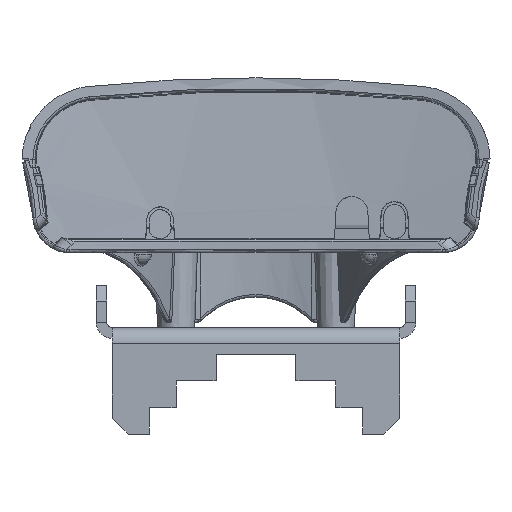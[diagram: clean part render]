
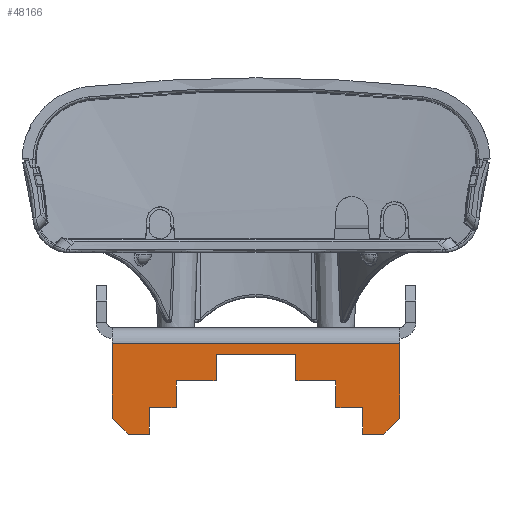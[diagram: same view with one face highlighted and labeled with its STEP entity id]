
A CAD part, front view. The second image highlights one B-rep face of the part: STEP entity #48166.
In plain terms, the highlighted planar face has unit normal (0, -1, 0).
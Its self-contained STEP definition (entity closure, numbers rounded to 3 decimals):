
#502 = EDGE_CURVE ( 'NONE', #9593, #58102, #103055, .T. ) ;
#1234 = VERTEX_POINT ( 'NONE', #126819 ) ;
#2605 = ORIENTED_EDGE ( 'NONE', *, *, #103147, .T. ) ;
#2694 = VERTEX_POINT ( 'NONE', #24614 ) ;
#3823 = DIRECTION ( 'NONE',  ( 0., 0., -1. ) ) ;
#3973 = ORIENTED_EDGE ( 'NONE', *, *, #14296, .T. ) ;
#4204 = ORIENTED_EDGE ( 'NONE', *, *, #82576, .T. ) ;
#4300 = VECTOR ( 'NONE', #82427, 1000. ) ;
#4414 = LINE ( 'NONE', #103936, #119126 ) ;
#4852 = EDGE_CURVE ( 'NONE', #23714, #114616, #33739, .T. ) ;
#7103 = CARTESIAN_POINT ( 'NONE',  ( -15., -83., 27. ) ) ;
#7199 = VECTOR ( 'NONE', #104569, 1000. ) ;
#9593 = VERTEX_POINT ( 'NONE', #87677 ) ;
#10337 = VERTEX_POINT ( 'NONE', #62577 ) ;
#10891 = VERTEX_POINT ( 'NONE', #104017 ) ;
#11781 = CARTESIAN_POINT ( 'NONE',  ( -18., -83., 0. ) ) ;
#12593 = EDGE_CURVE ( 'NONE', #1234, #85022, #72156, .T. ) ;
#13550 = LINE ( 'NONE', #77443, #100354 ) ;
#14296 = EDGE_CURVE ( 'NONE', #10337, #2694, #16049, .T. ) ;
#14814 = EDGE_CURVE ( 'NONE', #9593, #70331, #108919, .T. ) ;
#16049 = LINE ( 'NONE', #67865, #23702 ) ;
#20502 = VECTOR ( 'NONE', #72810, 1000. ) ;
#20510 = ORIENTED_EDGE ( 'NONE', *, *, #4852, .T. ) ;
#21478 = CARTESIAN_POINT ( 'NONE',  ( 0., -83., -7.5 ) ) ;
#21820 = DIRECTION ( 'NONE',  ( 0.707, 0., -0.707 ) ) ;
#22779 = ORIENTED_EDGE ( 'NONE', *, *, #119626, .T. ) ;
#22866 = DIRECTION ( 'NONE',  ( -1., 0., 0. ) ) ;
#22958 = ORIENTED_EDGE ( 'NONE', *, *, #14814, .F. ) ;
#23555 = ORIENTED_EDGE ( 'NONE', *, *, #108948, .T. ) ;
#23702 = VECTOR ( 'NONE', #36287, 1000. ) ;
#23714 = VERTEX_POINT ( 'NONE', #118109 ) ;
#24614 = CARTESIAN_POINT ( 'NONE',  ( -3., -83., 7.5 ) ) ;
#24855 = ORIENTED_EDGE ( 'NONE', *, *, #41598, .T. ) ;
#25728 = CARTESIAN_POINT ( 'NONE',  ( 0., -83., 20. ) ) ;
#25988 = VECTOR ( 'NONE', #29610, 1000. ) ;
#28057 = EDGE_CURVE ( 'NONE', #71980, #10891, #110028, .T. ) ;
#29387 = VECTOR ( 'NONE', #47299, 1000. ) ;
#29610 = DIRECTION ( 'NONE',  ( -0.707, 0., -0.707 ) ) ;
#32973 = ORIENTED_EDGE ( 'NONE', *, *, #52331, .T. ) ;
#33206 = LINE ( 'NONE', #25728, #121581 ) ;
#33343 = DIRECTION ( 'NONE',  ( 1., 0., 0. ) ) ;
#33739 = LINE ( 'NONE', #52894, #4300 ) ;
#34490 = CARTESIAN_POINT ( 'NONE',  ( 0., -83., -15. ) ) ;
#34957 = VERTEX_POINT ( 'NONE', #90619 ) ;
#35230 = CARTESIAN_POINT ( 'NONE',  ( -3., -83., 0. ) ) ;
#36287 = DIRECTION ( 'NONE',  ( 1., 0., 0. ) ) ;
#36609 = DIRECTION ( 'NONE',  ( -1., 0., 0. ) ) ;
#39367 = LINE ( 'NONE', #102678, #59496 ) ;
#40867 = CARTESIAN_POINT ( 'NONE',  ( -15., -83., -27. ) ) ;
#41502 = LINE ( 'NONE', #98116, #25988 ) ;
#41511 = DIRECTION ( 'NONE',  ( -1., 0., 0. ) ) ;
#41598 = EDGE_CURVE ( 'NONE', #48944, #98937, #4414, .T. ) ;
#41971 = FACE_OUTER_BOUND ( 'NONE', #119456, .T. ) ;
#42810 = LINE ( 'NONE', #82680, #73951 ) ;
#42886 = CARTESIAN_POINT ( 'NONE',  ( -8., -83., 15. ) ) ;
#43235 = CARTESIAN_POINT ( 'NONE',  ( -13., -83., 20. ) ) ;
#44289 = DIRECTION ( 'NONE',  ( -1., 0., 0. ) ) ;
#46619 = DIRECTION ( 'NONE',  ( 1., 0., 0. ) ) ;
#46688 = VECTOR ( 'NONE', #22866, 1000. ) ;
#47299 = DIRECTION ( 'NONE',  ( 0., 0., -1. ) ) ;
#48166 = ADVANCED_FACE ( 'NONE', ( #41971 ), #54692, .F. ) ;
#48944 = VERTEX_POINT ( 'NONE', #43235 ) ;
#50652 = ORIENTED_EDGE ( 'NONE', *, *, #502, .T. ) ;
#52331 = EDGE_CURVE ( 'NONE', #34957, #94719, #85394, .T. ) ;
#52894 = CARTESIAN_POINT ( 'NONE',  ( -18., -83., 0. ) ) ;
#52929 = ORIENTED_EDGE ( 'NONE', *, *, #12593, .T. ) ;
#53581 = CARTESIAN_POINT ( 'NONE',  ( -13., -83., 15. ) ) ;
#54692 = PLANE ( 'NONE',  #79477 ) ;
#54819 = ORIENTED_EDGE ( 'NONE', *, *, #125115, .T. ) ;
#58102 = VERTEX_POINT ( 'NONE', #7103 ) ;
#59496 = VECTOR ( 'NONE', #33343, 1000. ) ;
#60633 = LINE ( 'NONE', #61459, #46688 ) ;
#61364 = LINE ( 'NONE', #35230, #7199 ) ;
#61459 = CARTESIAN_POINT ( 'NONE',  ( 0., -83., -20. ) ) ;
#61974 = CARTESIAN_POINT ( 'NONE',  ( -1., -83., -27. ) ) ;
#62064 = VECTOR ( 'NONE', #36609, 1000. ) ;
#62543 = VERTEX_POINT ( 'NONE', #42886 ) ;
#62577 = CARTESIAN_POINT ( 'NONE',  ( -8., -83., 7.5 ) ) ;
#63175 = DIRECTION ( 'NONE',  ( 0., 0., -1. ) ) ;
#66401 = VERTEX_POINT ( 'NONE', #66688 ) ;
#66592 = VECTOR ( 'NONE', #21820, 1000. ) ;
#66688 = CARTESIAN_POINT ( 'NONE',  ( -13., -83., -20. ) ) ;
#67865 = CARTESIAN_POINT ( 'NONE',  ( 0., -83., 7.5 ) ) ;
#69572 = CARTESIAN_POINT ( 'NONE',  ( -8., -83., 0. ) ) ;
#70331 = VERTEX_POINT ( 'NONE', #127997 ) ;
#71980 = VERTEX_POINT ( 'NONE', #87115 ) ;
#72156 = LINE ( 'NONE', #11781, #118649 ) ;
#72810 = DIRECTION ( 'NONE',  ( 0., 0., -1. ) ) ;
#73050 = EDGE_CURVE ( 'NONE', #94719, #66401, #42810, .T. ) ;
#73951 = VECTOR ( 'NONE', #3823, 1000. ) ;
#74474 = VERTEX_POINT ( 'NONE', #111466 ) ;
#74632 = ORIENTED_EDGE ( 'NONE', *, *, #94594, .T. ) ;
#75536 = CARTESIAN_POINT ( 'NONE',  ( -8., -83., 0. ) ) ;
#77443 = CARTESIAN_POINT ( 'NONE',  ( 0., -83., -27. ) ) ;
#78021 = CARTESIAN_POINT ( 'NONE',  ( -18., -83., 20. ) ) ;
#79477 = AXIS2_PLACEMENT_3D ( 'NONE', #93739, #103708, #44289 ) ;
#80367 = ORIENTED_EDGE ( 'NONE', *, *, #92596, .T. ) ;
#81625 = CARTESIAN_POINT ( 'NONE',  ( -18., -83., -24. ) ) ;
#82427 = DIRECTION ( 'NONE',  ( 0., 0., -1. ) ) ;
#82576 = EDGE_CURVE ( 'NONE', #10891, #34957, #105375, .T. ) ;
#82680 = CARTESIAN_POINT ( 'NONE',  ( -13., -83., 0. ) ) ;
#84234 = ORIENTED_EDGE ( 'NONE', *, *, #108729, .T. ) ;
#84506 = CARTESIAN_POINT ( 'NONE',  ( 0., -83., 27. ) ) ;
#85022 = VERTEX_POINT ( 'NONE', #78021 ) ;
#85394 = LINE ( 'NONE', #34490, #62064 ) ;
#87115 = CARTESIAN_POINT ( 'NONE',  ( -3., -83., -7.5 ) ) ;
#87677 = CARTESIAN_POINT ( 'NONE',  ( -1., -83., 27. ) ) ;
#89939 = DIRECTION ( 'NONE',  ( 0., 0., -1. ) ) ;
#90053 = EDGE_CURVE ( 'NONE', #85022, #48944, #33206, .T. ) ;
#90619 = CARTESIAN_POINT ( 'NONE',  ( -8., -83., -15. ) ) ;
#91808 = CARTESIAN_POINT ( 'NONE',  ( -13., -83., -15. ) ) ;
#92596 = EDGE_CURVE ( 'NONE', #98937, #62543, #39367, .T. ) ;
#93739 = CARTESIAN_POINT ( 'NONE',  ( 0., -83., 0. ) ) ;
#94594 = EDGE_CURVE ( 'NONE', #66401, #23714, #60633, .T. ) ;
#94719 = VERTEX_POINT ( 'NONE', #91808 ) ;
#97576 = LINE ( 'NONE', #40867, #66592 ) ;
#98116 = CARTESIAN_POINT ( 'NONE',  ( -18., -83., 24. ) ) ;
#98937 = VERTEX_POINT ( 'NONE', #53581 ) ;
#100354 = VECTOR ( 'NONE', #46619, 1000. ) ;
#101872 = DIRECTION ( 'NONE',  ( 0., 0., -1. ) ) ;
#102678 = CARTESIAN_POINT ( 'NONE',  ( 0., -83., 15. ) ) ;
#103055 = LINE ( 'NONE', #84506, #124790 ) ;
#103147 = EDGE_CURVE ( 'NONE', #2694, #71980, #61364, .T. ) ;
#103708 = DIRECTION ( 'NONE',  ( 0., 1., 0. ) ) ;
#103936 = CARTESIAN_POINT ( 'NONE',  ( -13., -83., 0. ) ) ;
#104017 = CARTESIAN_POINT ( 'NONE',  ( -8., -83., -7.5 ) ) ;
#104569 = DIRECTION ( 'NONE',  ( 0., 0., -1. ) ) ;
#105375 = LINE ( 'NONE', #75536, #29387 ) ;
#106423 = LINE ( 'NONE', #69572, #118858 ) ;
#106905 = VECTOR ( 'NONE', #122828, 1000. ) ;
#107160 = DIRECTION ( 'NONE',  ( 1., 0., 0. ) ) ;
#108729 = EDGE_CURVE ( 'NONE', #74474, #70331, #13550, .T. ) ;
#108919 = LINE ( 'NONE', #61974, #20502 ) ;
#108948 = EDGE_CURVE ( 'NONE', #62543, #10337, #106423, .T. ) ;
#110028 = LINE ( 'NONE', #21478, #106905 ) ;
#111466 = CARTESIAN_POINT ( 'NONE',  ( -15., -83., -27. ) ) ;
#114292 = ORIENTED_EDGE ( 'NONE', *, *, #73050, .T. ) ;
#114616 = VERTEX_POINT ( 'NONE', #81625 ) ;
#118109 = CARTESIAN_POINT ( 'NONE',  ( -18., -83., -20. ) ) ;
#118649 = VECTOR ( 'NONE', #101872, 1000. ) ;
#118858 = VECTOR ( 'NONE', #89939, 1000. ) ;
#119126 = VECTOR ( 'NONE', #63175, 1000. ) ;
#119456 = EDGE_LOOP ( 'NONE', ( #20510, #22779, #84234, #22958, #50652, #54819, #52929, #122480, #24855, #80367, #23555, #3973, #2605, #125247, #4204, #32973, #114292, #74632 ) ) ;
#119626 = EDGE_CURVE ( 'NONE', #114616, #74474, #97576, .T. ) ;
#121581 = VECTOR ( 'NONE', #107160, 1000. ) ;
#122480 = ORIENTED_EDGE ( 'NONE', *, *, #90053, .T. ) ;
#122828 = DIRECTION ( 'NONE',  ( -1., 0., 0. ) ) ;
#124790 = VECTOR ( 'NONE', #41511, 1000. ) ;
#125115 = EDGE_CURVE ( 'NONE', #58102, #1234, #41502, .T. ) ;
#125247 = ORIENTED_EDGE ( 'NONE', *, *, #28057, .T. ) ;
#126819 = CARTESIAN_POINT ( 'NONE',  ( -18., -83., 24. ) ) ;
#127997 = CARTESIAN_POINT ( 'NONE',  ( -1., -83., -27. ) ) ;
